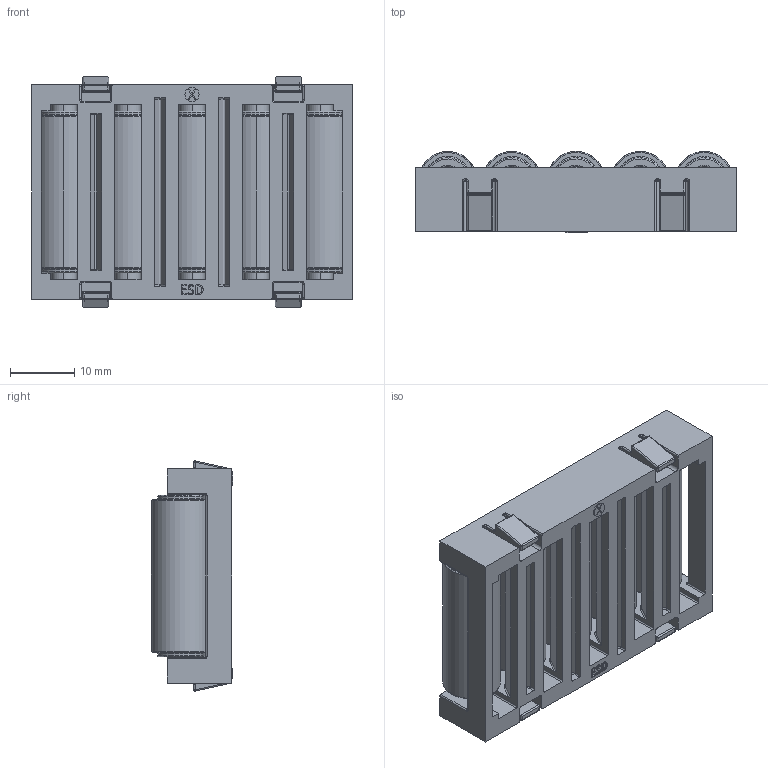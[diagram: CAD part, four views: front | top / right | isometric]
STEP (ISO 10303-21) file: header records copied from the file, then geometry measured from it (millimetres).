
FILE_DESCRIPTION (( 'STEP AP203' ), '1' );
FILE_NAME ('801255_c_1.STEP', '2023-03-17T04:24:19', ( '' ), ( '' ), 'SwSTEP 2.0', 'SolidWorks 2014', '' );
FILE_SCHEMA (( 'CONFIG_CONTROL_DESIGN' ));
Length unit declared in the file: millimetre
Products named in the file (1): 801255_c_1
Bounding box: 50 x 12.65 x 35.9 mm (x, y, z)
Volume: 13213.7 mm3; surface area: 14049.2 mm2
Topology: 11 solids, 11 shells, 764 faces, 1925 edges, 1148 vertices
Faces by surface type: cylinder 304, bspline 234, plane 206, cone 20
Entity records: 29025 total; most frequent: CARTESIAN_POINT 12102, ORIENTED_EDGE 3750, DIRECTION 3303, EDGE_CURVE 1875, AXIS2_PLACEMENT_3D 1219, VERTEX_POINT 1148, LINE 865, VECTOR 865
